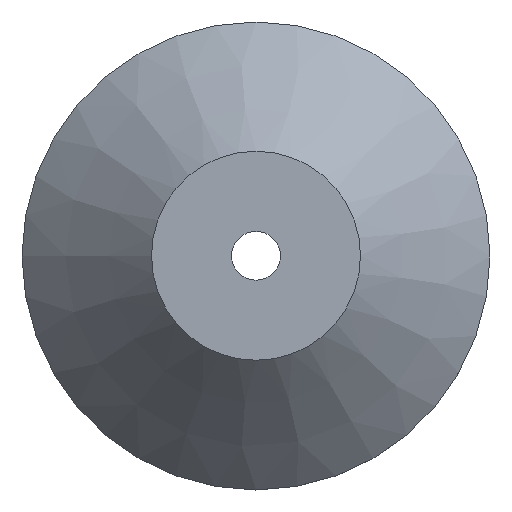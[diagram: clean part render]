
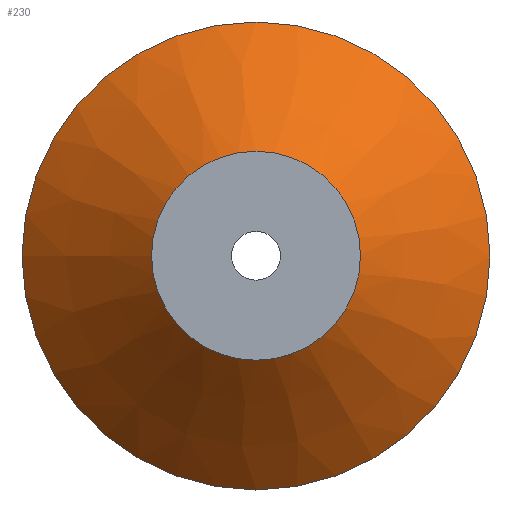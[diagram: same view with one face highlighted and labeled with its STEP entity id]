
A CAD part, top view. The second image highlights one B-rep face of the part: STEP entity #230.
In plain terms, the highlighted conical face has half-angle 45 degrees and reference radius 15.875 mm.
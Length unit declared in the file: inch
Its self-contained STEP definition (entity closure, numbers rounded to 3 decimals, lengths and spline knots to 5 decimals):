
#46=FACE_OUTER_BOUND('',#64,.T.);
#64=EDGE_LOOP('',(#192,#193,#194,#195));
#81=LINE('',#413,#92);
#92=VECTOR('',#342,0.625);
#105=CIRCLE('',#271,0.83964);
#107=CIRCLE('',#274,0.375);
#122=VERTEX_POINT('',#405);
#124=VERTEX_POINT('',#411);
#145=EDGE_CURVE('',#122,#122,#105,.T.);
#148=EDGE_CURVE('',#124,#124,#107,.T.);
#149=EDGE_CURVE('',#124,#122,#81,.T.);
#192=ORIENTED_EDGE('',*,*,#148,.T.);
#193=ORIENTED_EDGE('',*,*,#149,.T.);
#194=ORIENTED_EDGE('',*,*,#145,.F.);
#195=ORIENTED_EDGE('',*,*,#149,.F.);
#219=CONICAL_SURFACE('',#273,0.625,0.785);
#230=ADVANCED_FACE('',(#46),#219,.T.);
#271=AXIS2_PLACEMENT_3D('',#406,#333,#334);
#273=AXIS2_PLACEMENT_3D('',#410,#338,#339);
#274=AXIS2_PLACEMENT_3D('',#412,#340,#341);
#333=DIRECTION('center_axis',(0.,0.,-1.));
#334=DIRECTION('ref_axis',(1.,0.,0.));
#338=DIRECTION('center_axis',(0.,0.,-1.));
#339=DIRECTION('ref_axis',(1.,0.,0.));
#340=DIRECTION('center_axis',(0.,0.,-1.));
#341=DIRECTION('ref_axis',(1.,0.,0.));
#342=DIRECTION('',(-0.707,0.,-0.707));
#405=CARTESIAN_POINT('',(-0.83964,0.,0.03536));
#406=CARTESIAN_POINT('Origin',(0.,0.,0.03536));
#410=CARTESIAN_POINT('Origin',(0.,0.,0.25));
#411=CARTESIAN_POINT('',(-0.375,0.,0.5));
#412=CARTESIAN_POINT('Origin',(0.,0.,0.5));
#413=CARTESIAN_POINT('',(-0.625,0.,0.25));
